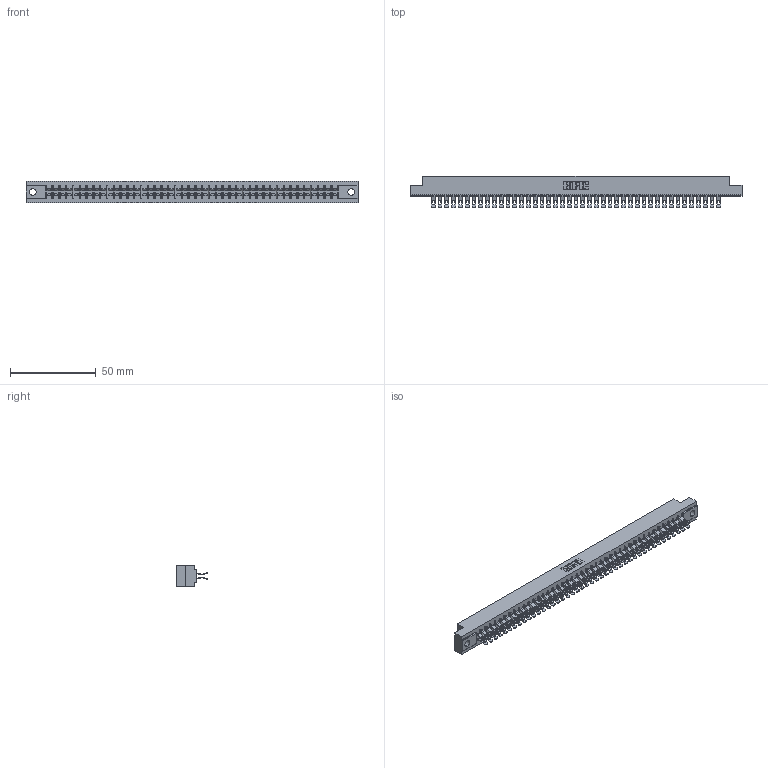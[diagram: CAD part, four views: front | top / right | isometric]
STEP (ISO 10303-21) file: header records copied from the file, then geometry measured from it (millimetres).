
FILE_DESCRIPTION (( 'STEP AP203' ), '1' );
FILE_NAME ('355-086-555-504.STEP', '2019-09-13T16:56:33', ( '' ), ( '' ), 'SwSTEP 2.0', 'SolidWorks 2016', '' );
FILE_SCHEMA (( 'CONFIG_CONTROL_DESIGN' ));
Length unit declared in the file: inch
Products named in the file (3): 305 Part_.156 Dia; 355-086-555-504; 305-290-001_555
Assembly tree (87 placements, depth 2):
  355-086-555-504
    305 Part_.156 Dia
    305-290-001_555  x86
Bounding box: 193.4 x 18.41 x 12.7 mm (x, y, z)
Volume: 19736 mm3; surface area: 27540 mm2
Topology: 87 solids, 87 shells, 5806 faces, 17337 edges, 11326 vertices
Faces by surface type: plane 2834, cylinder 2800, sphere 172
Entity records: 47478 total; most frequent: CARTESIAN_POINT 7879, ORIENTED_EDGE 7810, DIRECTION 7607, EDGE_CURVE 3905, VECTOR 3147, LINE 3147, VERTEX_POINT 2486, AXIS2_PLACEMENT_3D 2230
